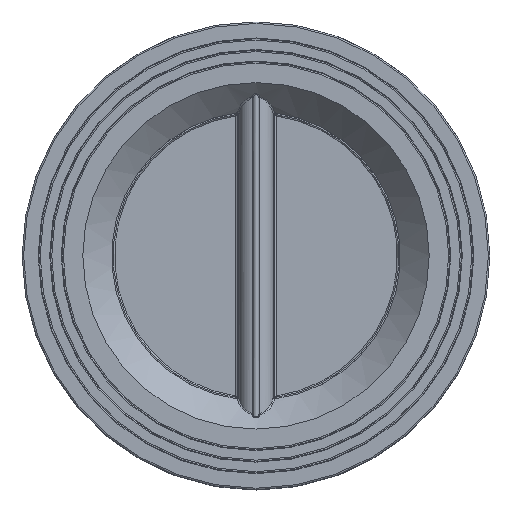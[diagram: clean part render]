
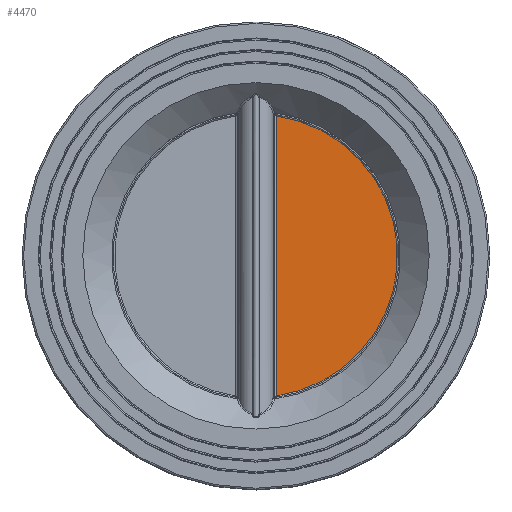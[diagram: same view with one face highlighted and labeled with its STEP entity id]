
A CAD part, top view. The second image highlights one B-rep face of the part: STEP entity #4470.
In plain terms, the highlighted face is planar.
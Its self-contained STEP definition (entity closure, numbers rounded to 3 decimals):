
#507=LINE('',#10138,#758);
#758=VECTOR('',#5982,10.);
#957=PLANE('',#4945);
#1192=FACE_OUTER_BOUND('',#1476,.T.);
#1476=EDGE_LOOP('',(#3808,#3809));
#1559=CIRCLE('',#4640,49.);
#1804=VERTEX_POINT('',#6966);
#1805=VERTEX_POINT('',#6968);
#2218=EDGE_CURVE('',#1804,#1805,#1559,.T.);
#2682=EDGE_CURVE('',#1805,#1804,#507,.T.);
#3808=ORIENTED_EDGE('',*,*,#2682,.F.);
#3809=ORIENTED_EDGE('',*,*,#2218,.F.);
#4470=ADVANCED_FACE('',(#1192),#957,.T.);
#4640=AXIS2_PLACEMENT_3D('',#6969,#5167,#5168);
#4945=AXIS2_PLACEMENT_3D('',#10139,#5983,#5984);
#5167=DIRECTION('center_axis',(0.,-1.,0.));
#5168=DIRECTION('ref_axis',(0.99,0.,-0.143));
#5982=DIRECTION('',(-1.,0.,0.));
#5983=DIRECTION('center_axis',(0.,1.,0.));
#5984=DIRECTION('ref_axis',(0.,0.,1.));
#6966=CARTESIAN_POINT('',(-48.497,46.,-7.));
#6968=CARTESIAN_POINT('',(48.497,46.,-7.));
#6969=CARTESIAN_POINT('Origin',(0.,46.,0.));
#10138=CARTESIAN_POINT('',(-48.497,46.,-7.));
#10139=CARTESIAN_POINT('Origin',(0.,46.,-28.));
